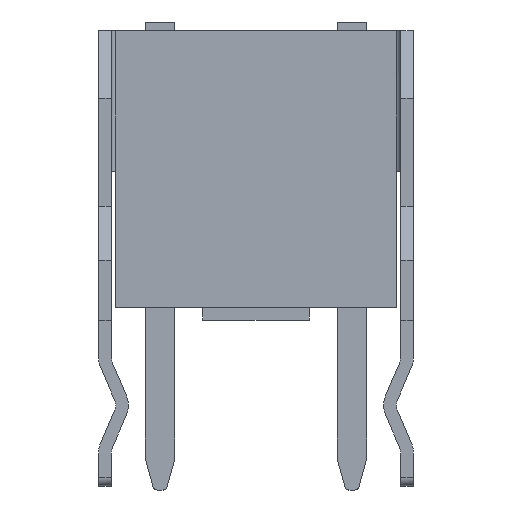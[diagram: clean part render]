
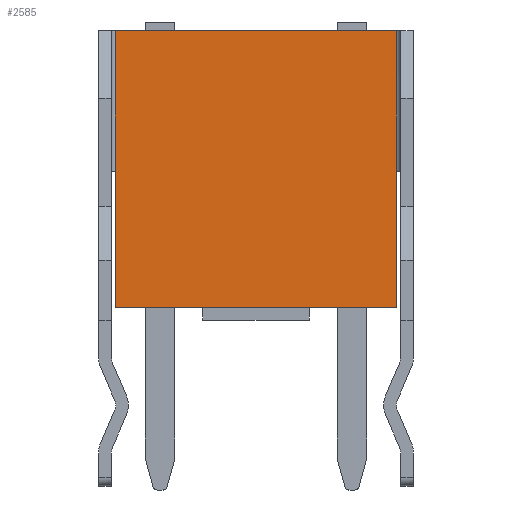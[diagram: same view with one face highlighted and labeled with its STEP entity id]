
A CAD part, front view. The second image highlights one B-rep face of the part: STEP entity #2585.
In plain terms, the highlighted planar face has unit normal (0, -1, 0).
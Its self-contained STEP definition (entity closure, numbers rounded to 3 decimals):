
#287 = ORIENTED_EDGE ( 'NONE', *, *, #1852, .T. ) ;
#523 = CARTESIAN_POINT ( 'NONE',  ( 5.545, -0.94, 0.3 ) ) ;
#1037 = VERTEX_POINT ( 'NONE', #1380 ) ;
#1201 = PLANE ( 'NONE',  #3224 ) ;
#1374 = DIRECTION ( 'NONE',  ( -1., 0., 0. ) ) ;
#1380 = CARTESIAN_POINT ( 'NONE',  ( 5.545, -0.94, 6.8 ) ) ;
#1433 = VERTEX_POINT ( 'NONE', #1542 ) ;
#1522 = VERTEX_POINT ( 'NONE', #2402 ) ;
#1542 = CARTESIAN_POINT ( 'NONE',  ( -1.055, -0.94, 6.8 ) ) ;
#1831 = VECTOR ( 'NONE', #3640, 1000. ) ;
#1852 = EDGE_CURVE ( 'NONE', #1037, #1433, #3280, .T. ) ;
#2402 = CARTESIAN_POINT ( 'NONE',  ( -1.055, -0.94, 0.3 ) ) ;
#2585 = ADVANCED_FACE ( 'NONE', ( #3575 ), #1201, .T. ) ;
#2688 = EDGE_LOOP ( 'NONE', ( #3212, #4559, #4492, #287 ) ) ;
#2845 = CARTESIAN_POINT ( 'NONE',  ( 5.545, -0.94, 0.3 ) ) ;
#2849 = CARTESIAN_POINT ( 'NONE',  ( 5.545, -0.94, 6.8 ) ) ;
#2879 = CARTESIAN_POINT ( 'NONE',  ( -1.055, -0.94, 0.3 ) ) ;
#2908 = CARTESIAN_POINT ( 'NONE',  ( 5.545, -0.94, 0.3 ) ) ;
#3127 = EDGE_CURVE ( 'NONE', #3583, #1037, #4779, .T. ) ;
#3144 = VECTOR ( 'NONE', #1374, 1000. ) ;
#3205 = DIRECTION ( 'NONE',  ( 0., 0., -1. ) ) ;
#3212 = ORIENTED_EDGE ( 'NONE', *, *, #3590, .T. ) ;
#3224 = AXIS2_PLACEMENT_3D ( 'NONE', #523, #3600, #3205 ) ;
#3280 = LINE ( 'NONE', #4830, #3144 ) ;
#3283 = LINE ( 'NONE', #2879, #3405 ) ;
#3405 = VECTOR ( 'NONE', #4477, 1000. ) ;
#3575 = FACE_OUTER_BOUND ( 'NONE', #2688, .T. ) ;
#3583 = VERTEX_POINT ( 'NONE', #2908 ) ;
#3590 = EDGE_CURVE ( 'NONE', #1433, #1522, #3283, .T. ) ;
#3600 = DIRECTION ( 'NONE',  ( 0., -1., 0. ) ) ;
#3640 = DIRECTION ( 'NONE',  ( 0., 0., 1. ) ) ;
#3658 = VECTOR ( 'NONE', #4724, 1000. ) ;
#3976 = LINE ( 'NONE', #2845, #3658 ) ;
#4146 = EDGE_CURVE ( 'NONE', #1522, #3583, #3976, .T. ) ;
#4477 = DIRECTION ( 'NONE',  ( 0., 0., -1. ) ) ;
#4492 = ORIENTED_EDGE ( 'NONE', *, *, #3127, .T. ) ;
#4559 = ORIENTED_EDGE ( 'NONE', *, *, #4146, .T. ) ;
#4724 = DIRECTION ( 'NONE',  ( 1., 0., 0. ) ) ;
#4779 = LINE ( 'NONE', #2849, #1831 ) ;
#4830 = CARTESIAN_POINT ( 'NONE',  ( -1.055, -0.94, 6.8 ) ) ;
